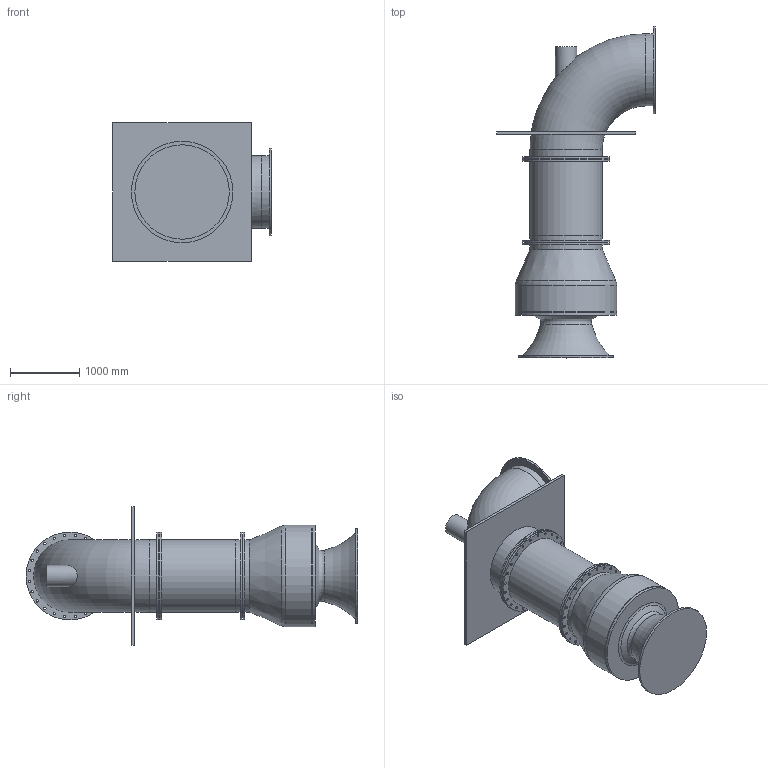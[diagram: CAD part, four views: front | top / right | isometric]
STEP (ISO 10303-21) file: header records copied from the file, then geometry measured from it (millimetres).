
FILE_DESCRIPTION(/* description */ (''),/* implementation_level */ '2;1');
FILE_NAME(/* name */ '',/* time_stamp */ '2023-04-18T19:17:08+09:00',/* author */ (''),/* organization */ (''),/* preprocessor_version */ 'ST-DEVELOPER v19.2',/* originating_system */ 'Autodesk Translation Framework v12.4.0.73',/* authorisation */ '');
FILE_SCHEMA (('AUTOMOTIVE_DESIGN { 1 0 10303 214 3 1 1 }'));
Length unit declared in the file: millimetre
Products named in the file (5): 斜流ポンプ_1000; 1000x100L水協 v1; 1000x100L水協 v1 (1); 1000x100L水協 v1 (2); 1000水協曲管 v1
Assembly tree (4 placements, depth 2):
  斜流ポンプ_1000
    1000x100L水協 v1
    1000x100L水協 v1 (1)
    1000x100L水協 v1 (2)
    1000水協曲管 v1
Bounding box: 2285 x 4778.02 x 2000 mm (x, y, z)
Volume: 2289565947.3 mm3; surface area: 46459701.4 mm2
Topology: 4 solids, 4 shells, 190 faces, 485 edges, 325 vertices
Faces by surface type: cylinder 146, plane 34, torus 8, cone 2
Full cylindrical faces by diameter (mm): 33 x120, 306.011 x2, 1000 x5, 1019.497 x1, 1041 x5, 1096 x5, 1262 x5, 1359.497 x1, 1459.497 x2
Entity records: 7167 total; most frequent: CARTESIAN_POINT 1621, DIRECTION 1184, ORIENTED_EDGE 970, AXIS2_PLACEMENT_3D 512, EDGE_CURVE 485, EDGE_LOOP 456, VERTEX_POINT 325, CIRCLE 313
